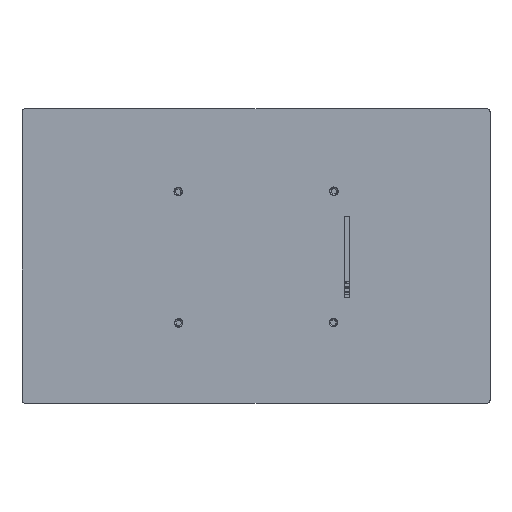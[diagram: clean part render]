
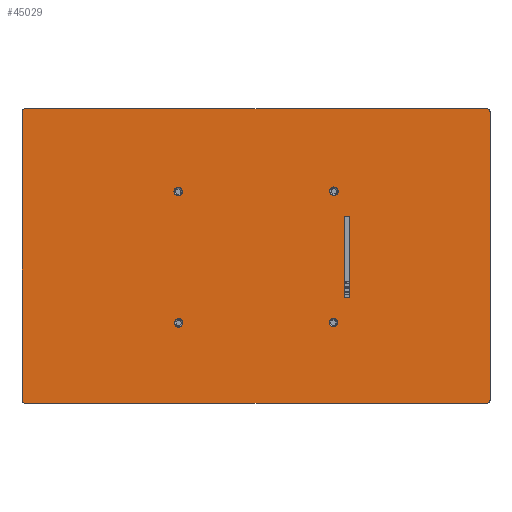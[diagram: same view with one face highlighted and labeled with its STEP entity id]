
A CAD part, top view. The second image highlights one B-rep face of the part: STEP entity #45029.
In plain terms, the highlighted planar face has unit normal (0, 0, 1).
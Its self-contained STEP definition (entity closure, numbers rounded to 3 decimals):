
#3638=FACE_BOUND('',#11002,.T.);
#3639=FACE_BOUND('',#11003,.T.);
#3640=FACE_BOUND('',#11004,.T.);
#3641=FACE_BOUND('',#11005,.T.);
#3642=FACE_BOUND('',#11006,.T.);
#4231=CIRCLE('',#48953,1.);
#4232=CIRCLE('',#48954,1.);
#4233=CIRCLE('',#48955,1.);
#4234=CIRCLE('',#48956,1.);
#4235=CIRCLE('',#48957,1.6);
#4236=CIRCLE('',#48958,1.6);
#4237=CIRCLE('',#48959,1.6);
#4238=CIRCLE('',#48960,1.6);
#8504=FACE_OUTER_BOUND('',#11001,.T.);
#11001=EDGE_LOOP('',(#40996,#40997,#40998,#40999,#41000,#41001,#41002,#41003));
#11002=EDGE_LOOP('',(#41004,#41005,#41006,#41007));
#11003=EDGE_LOOP('',(#41008));
#11004=EDGE_LOOP('',(#41009));
#11005=EDGE_LOOP('',(#41010));
#11006=EDGE_LOOP('',(#41011));
#15246=LINE('',#97114,#19516);
#15250=LINE('',#97123,#19520);
#15251=LINE('',#97127,#19521);
#15252=LINE('',#97132,#19522);
#15253=LINE('',#97136,#19523);
#15254=LINE('',#97138,#19524);
#15255=LINE('',#97140,#19525);
#15256=LINE('',#97141,#19526);
#19516=VECTOR('',#59815,10.);
#19520=VECTOR('',#59821,10.);
#19521=VECTOR('',#59824,10.);
#19522=VECTOR('',#59829,10.);
#19523=VECTOR('',#59832,10.);
#19524=VECTOR('',#59833,10.);
#19525=VECTOR('',#59834,10.);
#19526=VECTOR('',#59835,10.);
#23401=VERTEX_POINT('',#97112);
#23402=VERTEX_POINT('',#97113);
#23405=VERTEX_POINT('',#97121);
#23406=VERTEX_POINT('',#97122);
#23407=VERTEX_POINT('',#97124);
#23408=VERTEX_POINT('',#97126);
#23409=VERTEX_POINT('',#97129);
#23410=VERTEX_POINT('',#97131);
#23411=VERTEX_POINT('',#97134);
#23412=VERTEX_POINT('',#97135);
#23413=VERTEX_POINT('',#97137);
#23414=VERTEX_POINT('',#97139);
#23415=VERTEX_POINT('',#97142);
#23416=VERTEX_POINT('',#97144);
#23417=VERTEX_POINT('',#97146);
#23418=VERTEX_POINT('',#97148);
#29281=EDGE_CURVE('',#23401,#23402,#15246,.T.);
#29285=EDGE_CURVE('',#23405,#23406,#15250,.T.);
#29286=EDGE_CURVE('',#23407,#23406,#4231,.T.);
#29287=EDGE_CURVE('',#23407,#23408,#15251,.T.);
#29288=EDGE_CURVE('',#23401,#23408,#4232,.T.);
#29289=EDGE_CURVE('',#23409,#23402,#4233,.T.);
#29290=EDGE_CURVE('',#23409,#23410,#15252,.T.);
#29291=EDGE_CURVE('',#23405,#23410,#4234,.T.);
#29292=EDGE_CURVE('',#23411,#23412,#15253,.T.);
#29293=EDGE_CURVE('',#23412,#23413,#15254,.T.);
#29294=EDGE_CURVE('',#23413,#23414,#15255,.T.);
#29295=EDGE_CURVE('',#23414,#23411,#15256,.T.);
#29296=EDGE_CURVE('',#23415,#23415,#4235,.T.);
#29297=EDGE_CURVE('',#23416,#23416,#4236,.T.);
#29298=EDGE_CURVE('',#23417,#23417,#4237,.T.);
#29299=EDGE_CURVE('',#23418,#23418,#4238,.T.);
#40996=ORIENTED_EDGE('',*,*,#29285,.T.);
#40997=ORIENTED_EDGE('',*,*,#29286,.F.);
#40998=ORIENTED_EDGE('',*,*,#29287,.T.);
#40999=ORIENTED_EDGE('',*,*,#29288,.F.);
#41000=ORIENTED_EDGE('',*,*,#29281,.T.);
#41001=ORIENTED_EDGE('',*,*,#29289,.F.);
#41002=ORIENTED_EDGE('',*,*,#29290,.T.);
#41003=ORIENTED_EDGE('',*,*,#29291,.F.);
#41004=ORIENTED_EDGE('',*,*,#29292,.T.);
#41005=ORIENTED_EDGE('',*,*,#29293,.T.);
#41006=ORIENTED_EDGE('',*,*,#29294,.T.);
#41007=ORIENTED_EDGE('',*,*,#29295,.T.);
#41008=ORIENTED_EDGE('',*,*,#29296,.T.);
#41009=ORIENTED_EDGE('',*,*,#29297,.T.);
#41010=ORIENTED_EDGE('',*,*,#29298,.T.);
#41011=ORIENTED_EDGE('',*,*,#29299,.T.);
#42697=PLANE('',#48952);
#45029=ADVANCED_FACE('',(#8504,#3638,#3639,#3640,#3641,#3642),#42697,.T.);
#48952=AXIS2_PLACEMENT_3D('',#97120,#59819,#59820);
#48953=AXIS2_PLACEMENT_3D('',#97125,#59822,#59823);
#48954=AXIS2_PLACEMENT_3D('',#97128,#59825,#59826);
#48955=AXIS2_PLACEMENT_3D('',#97130,#59827,#59828);
#48956=AXIS2_PLACEMENT_3D('',#97133,#59830,#59831);
#48957=AXIS2_PLACEMENT_3D('',#97143,#59836,#59837);
#48958=AXIS2_PLACEMENT_3D('',#97145,#59838,#59839);
#48959=AXIS2_PLACEMENT_3D('',#97147,#59840,#59841);
#48960=AXIS2_PLACEMENT_3D('',#97149,#59842,#59843);
#59815=DIRECTION('',(0.,1.,0.));
#59819=DIRECTION('center_axis',(0.,0.,1.));
#59820=DIRECTION('ref_axis',(1.,0.,0.));
#59821=DIRECTION('',(0.,-1.,0.));
#59822=DIRECTION('center_axis',(0.,0.,-1.));
#59823=DIRECTION('ref_axis',(-0.707,-0.707,0.));
#59824=DIRECTION('',(1.,0.,0.));
#59825=DIRECTION('center_axis',(0.,0.,-1.));
#59826=DIRECTION('ref_axis',(0.707,-0.707,0.));
#59827=DIRECTION('center_axis',(0.,0.,-1.));
#59828=DIRECTION('ref_axis',(0.707,0.707,0.));
#59829=DIRECTION('',(-1.,0.,0.));
#59830=DIRECTION('center_axis',(0.,0.,-1.));
#59831=DIRECTION('ref_axis',(-0.707,0.707,0.));
#59832=DIRECTION('',(-1.,0.,0.));
#59833=DIRECTION('',(0.,1.,0.));
#59834=DIRECTION('',(1.,0.,0.));
#59835=DIRECTION('',(0.,-1.,0.));
#59836=DIRECTION('center_axis',(0.,0.,-1.));
#59837=DIRECTION('ref_axis',(1.,0.,0.));
#59838=DIRECTION('center_axis',(0.,0.,-1.));
#59839=DIRECTION('ref_axis',(1.,0.,0.));
#59840=DIRECTION('center_axis',(0.,0.,-1.));
#59841=DIRECTION('ref_axis',(1.,0.,0.));
#59842=DIRECTION('center_axis',(0.,0.,-1.));
#59843=DIRECTION('ref_axis',(1.,0.,0.));
#97112=CARTESIAN_POINT('',(90.62,-75.206,18.481));
#97113=CARTESIAN_POINT('',(90.62,32.794,18.481));
#97114=CARTESIAN_POINT('',(90.62,33.794,18.481));
#97120=CARTESIAN_POINT('Origin',(3.12,-21.206,18.481));
#97121=CARTESIAN_POINT('',(-84.38,32.794,18.481));
#97122=CARTESIAN_POINT('',(-84.38,-75.206,18.481));
#97123=CARTESIAN_POINT('',(-84.38,-76.206,18.481));
#97124=CARTESIAN_POINT('',(-83.38,-76.206,18.481));
#97125=CARTESIAN_POINT('Origin',(-83.38,-75.206,18.481));
#97126=CARTESIAN_POINT('',(89.62,-76.206,18.481));
#97127=CARTESIAN_POINT('',(90.62,-76.206,18.481));
#97128=CARTESIAN_POINT('Origin',(89.62,-75.206,18.481));
#97129=CARTESIAN_POINT('',(89.62,33.794,18.481));
#97130=CARTESIAN_POINT('Origin',(89.62,32.794,18.481));
#97131=CARTESIAN_POINT('',(-83.38,33.794,18.481));
#97132=CARTESIAN_POINT('',(-84.38,33.794,18.481));
#97133=CARTESIAN_POINT('Origin',(-83.38,32.794,18.481));
#97134=CARTESIAN_POINT('',(38.131,-36.595,18.481));
#97135=CARTESIAN_POINT('',(36.131,-36.595,18.481));
#97136=CARTESIAN_POINT('',(20.625,-36.595,18.481));
#97137=CARTESIAN_POINT('',(36.131,-6.595,18.481));
#97138=CARTESIAN_POINT('',(36.131,-28.901,18.481));
#97139=CARTESIAN_POINT('',(38.131,-6.595,18.481));
#97140=CARTESIAN_POINT('',(19.625,-6.595,18.481));
#97141=CARTESIAN_POINT('',(38.131,-13.901,18.481));
#97142=CARTESIAN_POINT('',(-27.382,-46.212,18.481));
#97143=CARTESIAN_POINT('Origin',(-25.782,-46.212,18.481));
#97144=CARTESIAN_POINT('',(30.618,2.988,18.481));
#97145=CARTESIAN_POINT('Origin',(32.218,2.988,18.481));
#97146=CARTESIAN_POINT('',(30.443,-46.141,18.481));
#97147=CARTESIAN_POINT('Origin',(32.043,-46.141,18.481));
#97148=CARTESIAN_POINT('',(-27.557,2.859,18.481));
#97149=CARTESIAN_POINT('Origin',(-25.957,2.859,18.481));
